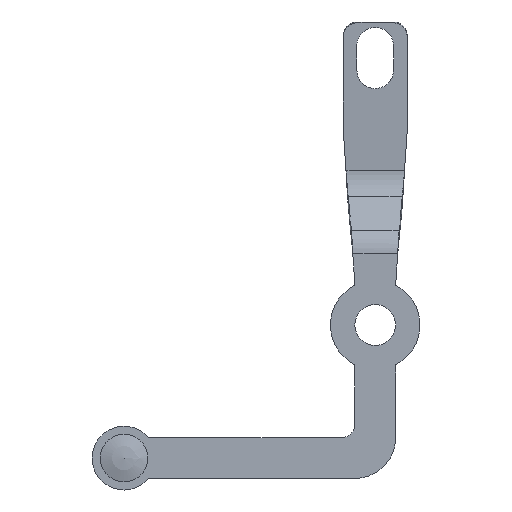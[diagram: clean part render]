
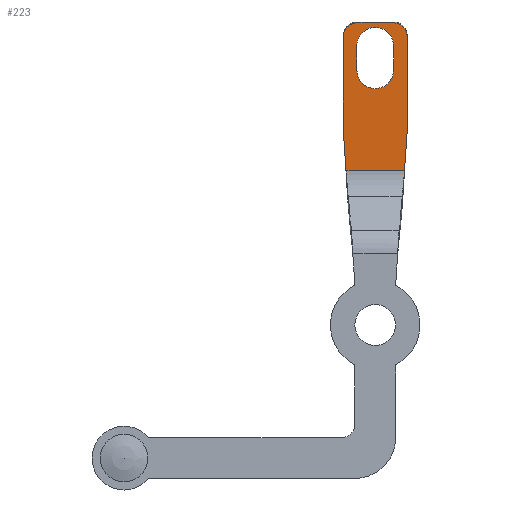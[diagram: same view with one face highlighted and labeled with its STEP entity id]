
A CAD part, front view. The second image highlights one B-rep face of the part: STEP entity #223.
In plain terms, the highlighted planar face has unit normal (0, -0.998, -0.062).
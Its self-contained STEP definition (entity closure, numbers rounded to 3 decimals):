
#16 = VERTEX_POINT ( 'NONE', #486 ) ;
#22 = DIRECTION ( 'NONE',  ( -1., 0., 0. ) ) ;
#54 = DIRECTION ( 'NONE',  ( 0., 0.062, -0.998 ) ) ;
#61 = VERTEX_POINT ( 'NONE', #120 ) ;
#67 = AXIS2_PLACEMENT_3D ( 'NONE', #1326, #110, #1460 ) ;
#84 = VERTEX_POINT ( 'NONE', #604 ) ;
#93 = CARTESIAN_POINT ( 'NONE',  ( -4.7, 6.425, 42.504 ) ) ;
#110 = DIRECTION ( 'NONE',  ( 0., 0.998, 0.062 ) ) ;
#120 = CARTESIAN_POINT ( 'NONE',  ( -2.7, 6.3, 44.5 ) ) ;
#131 = VERTEX_POINT ( 'NONE', #918 ) ;
#175 = CARTESIAN_POINT ( 'NONE',  ( -2.7, 6.511, 41.125 ) ) ;
#179 = CARTESIAN_POINT ( 'NONE',  ( -2.7, 6.835, 35.943 ) ) ;
#187 = CARTESIAN_POINT ( 'NONE',  ( 2.7, 6.173, 46.525 ) ) ;
#190 = CARTESIAN_POINT ( 'NONE',  ( 0., 6.905, 34.825 ) ) ;
#216 = VERTEX_POINT ( 'NONE', #1359 ) ;
#217 = LINE ( 'NONE', #1215, #1323 ) ;
#222 = VECTOR ( 'NONE', #602, 1000. ) ;
#223 = ADVANCED_FACE ( 'NONE', ( #374, #593 ), #616, .F. ) ;
#226 = EDGE_CURVE ( 'NONE', #1032, #1569, #490, .T. ) ;
#238 = LINE ( 'NONE', #722, #1590 ) ;
#247 = AXIS2_PLACEMENT_3D ( 'NONE', #451, #298, #1045 ) ;
#252 = EDGE_CURVE ( 'NONE', #1380, #16, #238, .T. ) ;
#260 = DIRECTION ( 'NONE',  ( 0., -0.998, -0.062 ) ) ;
#265 = ORIENTED_EDGE ( 'NONE', *, *, #1018, .F. ) ;
#291 = CARTESIAN_POINT ( 'NONE',  ( 7., 6.3, 44.5 ) ) ;
#298 = DIRECTION ( 'NONE',  ( 0., -0.998, -0.062 ) ) ;
#300 = ORIENTED_EDGE ( 'NONE', *, *, #502, .F. ) ;
#301 = LINE ( 'NONE', #448, #1274 ) ;
#323 = ORIENTED_EDGE ( 'NONE', *, *, #1524, .F. ) ;
#327 = CARTESIAN_POINT ( 'NONE',  ( -1.582, 6.905, 34.825 ) ) ;
#374 = FACE_OUTER_BOUND ( 'NONE', #1574, .T. ) ;
#406 =( BOUNDED_CURVE ( )  B_SPLINE_CURVE ( 3, ( #826, #1343, #1194, #580 ),
 .UNSPECIFIED., .F., .T. ) 
 B_SPLINE_CURVE_WITH_KNOTS ( ( 4, 4 ),
 ( 3.142, 4.712 ),
 .UNSPECIFIED. ) 
 CURVE ( )  GEOMETRIC_REPRESENTATION_ITEM ( )  RATIONAL_B_SPLINE_CURVE ( ( 1., 0.805, 0.805, 1. ) ) 
 REPRESENTATION_ITEM ( '' )  );
#418 = CARTESIAN_POINT ( 'NONE',  ( 4.7, 6.425, 42.504 ) ) ;
#434 = EDGE_CURVE ( 'NONE', #84, #1448, #516, .T. ) ;
#448 = CARTESIAN_POINT ( 'NONE',  ( -4.7, 7.298, 28.531 ) ) ;
#451 = CARTESIAN_POINT ( 'NONE',  ( 2.7, 6.425, 42.504 ) ) ;
#486 = CARTESIAN_POINT ( 'NONE',  ( 4.7, 7.298, 28.531 ) ) ;
#490 = LINE ( 'NONE', #852, #222 ) ;
#502 = EDGE_CURVE ( 'NONE', #1448, #1076, #301, .T. ) ;
#505 = CARTESIAN_POINT ( 'NONE',  ( -2.7, 6.425, 42.504 ) ) ;
#516 = LINE ( 'NONE', #1008, #1328 ) ;
#525 = EDGE_CURVE ( 'NONE', #216, #539, #1518, .T. ) ;
#539 = VERTEX_POINT ( 'NONE', #190 ) ;
#577 = ORIENTED_EDGE ( 'NONE', *, *, #831, .T. ) ;
#580 = CARTESIAN_POINT ( 'NONE',  ( 2.7, 6.736, 37.525 ) ) ;
#589 = CARTESIAN_POINT ( 'NONE',  ( 2.7, 6.736, 37.525 ) ) ;
#593 = FACE_BOUND ( 'NONE', #1345, .T. ) ;
#602 = DIRECTION ( 'NONE',  ( 0., -0.062, 0.998 ) ) ;
#604 = CARTESIAN_POINT ( 'NONE',  ( -4.31, 7.662, 22.714 ) ) ;
#616 = PLANE ( 'NONE',  #67 ) ;
#625 = VECTOR ( 'NONE', #22, 1000. ) ;
#674 = CARTESIAN_POINT ( 'NONE',  ( -2.7, 6.173, 46.525 ) ) ;
#708 = CARTESIAN_POINT ( 'NONE',  ( -4.7, 7.298, 28.531 ) ) ;
#722 = CARTESIAN_POINT ( 'NONE',  ( 4.7, 6.3, 44.5 ) ) ;
#728 = AXIS2_PLACEMENT_3D ( 'NONE', #505, #260, #1022 ) ;
#739 =( BOUNDED_CURVE ( )  B_SPLINE_CURVE ( 3, ( #1290, #187, #674, #847 ),
 .UNSPECIFIED., .F., .T. ) 
 B_SPLINE_CURVE_WITH_KNOTS ( ( 4, 4 ),
 ( 4.712, 7.854 ),
 .UNSPECIFIED. ) 
 CURVE ( )  GEOMETRIC_REPRESENTATION_ITEM ( )  RATIONAL_B_SPLINE_CURVE ( ( 1., 0.333, 0.333, 1. ) ) 
 REPRESENTATION_ITEM ( '' )  );
#757 = CARTESIAN_POINT ( 'NONE',  ( 2.7, 6.511, 41.125 ) ) ;
#809 = VECTOR ( 'NONE', #1422, 1000. ) ;
#811 = EDGE_CURVE ( 'NONE', #1047, #61, #897, .T. ) ;
#826 = CARTESIAN_POINT ( 'NONE',  ( 0., 6.905, 34.825 ) ) ;
#831 = EDGE_CURVE ( 'NONE', #61, #1076, #1242, .T. ) ;
#836 = CARTESIAN_POINT ( 'NONE',  ( 2.7, 6.3, 44.5 ) ) ;
#846 = ORIENTED_EDGE ( 'NONE', *, *, #525, .F. ) ;
#847 = CARTESIAN_POINT ( 'NONE',  ( -2.7, 6.511, 41.125 ) ) ;
#852 = CARTESIAN_POINT ( 'NONE',  ( 2.7, 6.3, 44.5 ) ) ;
#897 = LINE ( 'NONE', #291, #625 ) ;
#898 = ORIENTED_EDGE ( 'NONE', *, *, #1344, .F. ) ;
#918 = CARTESIAN_POINT ( 'NONE',  ( 4.31, 7.662, 22.714 ) ) ;
#930 = ORIENTED_EDGE ( 'NONE', *, *, #434, .F. ) ;
#977 = EDGE_CURVE ( 'NONE', #1380, #1047, #1016, .T. ) ;
#1008 = CARTESIAN_POINT ( 'NONE',  ( -4.7, 7.298, 28.531 ) ) ;
#1016 = CIRCLE ( 'NONE', #247, 2. ) ;
#1018 = EDGE_CURVE ( 'NONE', #1569, #1356, #739, .T. ) ;
#1022 = DIRECTION ( 'NONE',  ( 0., -0.062, 0.998 ) ) ;
#1029 = CARTESIAN_POINT ( 'NONE',  ( 7., 7.662, 22.714 ) ) ;
#1032 = VERTEX_POINT ( 'NONE', #589 ) ;
#1043 = LINE ( 'NONE', #1029, #809 ) ;
#1045 = DIRECTION ( 'NONE',  ( 0., -0.062, 0.998 ) ) ;
#1047 = VERTEX_POINT ( 'NONE', #836 ) ;
#1056 = DIRECTION ( 'NONE',  ( 0., -0.062, 0.998 ) ) ;
#1076 = VERTEX_POINT ( 'NONE', #93 ) ;
#1138 = EDGE_CURVE ( 'NONE', #16, #131, #217, .T. ) ;
#1157 = CARTESIAN_POINT ( 'NONE',  ( -2.7, 6.3, 44.5 ) ) ;
#1167 = ORIENTED_EDGE ( 'NONE', *, *, #226, .F. ) ;
#1182 = LINE ( 'NONE', #1157, #1299 ) ;
#1194 = CARTESIAN_POINT ( 'NONE',  ( 2.7, 6.835, 35.943 ) ) ;
#1215 = CARTESIAN_POINT ( 'NONE',  ( 4.7, 7.298, 28.531 ) ) ;
#1241 = ORIENTED_EDGE ( 'NONE', *, *, #1335, .F. ) ;
#1242 = CIRCLE ( 'NONE', #728, 2. ) ;
#1274 = VECTOR ( 'NONE', #1056, 1000. ) ;
#1290 = CARTESIAN_POINT ( 'NONE',  ( 2.7, 6.511, 41.125 ) ) ;
#1299 = VECTOR ( 'NONE', #54, 1000. ) ;
#1310 = CARTESIAN_POINT ( 'NONE',  ( 0., 6.905, 34.825 ) ) ;
#1323 = VECTOR ( 'NONE', #1465, 1000. ) ;
#1326 = CARTESIAN_POINT ( 'NONE',  ( 7., 6.3, 44.5 ) ) ;
#1328 = VECTOR ( 'NONE', #1499, 1000. ) ;
#1335 = EDGE_CURVE ( 'NONE', #1356, #216, #1182, .T. ) ;
#1336 = ORIENTED_EDGE ( 'NONE', *, *, #977, .T. ) ;
#1343 = CARTESIAN_POINT ( 'NONE',  ( 1.582, 6.905, 34.825 ) ) ;
#1344 = EDGE_CURVE ( 'NONE', #131, #84, #1043, .T. ) ;
#1345 = EDGE_LOOP ( 'NONE', ( #846, #1241, #265, #1167, #323 ) ) ;
#1356 = VERTEX_POINT ( 'NONE', #175 ) ;
#1359 = CARTESIAN_POINT ( 'NONE',  ( -2.7, 6.736, 37.525 ) ) ;
#1380 = VERTEX_POINT ( 'NONE', #418 ) ;
#1413 = CARTESIAN_POINT ( 'NONE',  ( -2.7, 6.736, 37.525 ) ) ;
#1422 = DIRECTION ( 'NONE',  ( -1., 0., 0. ) ) ;
#1424 = ORIENTED_EDGE ( 'NONE', *, *, #811, .T. ) ;
#1448 = VERTEX_POINT ( 'NONE', #708 ) ;
#1460 = DIRECTION ( 'NONE',  ( 0., -0.062, 0.998 ) ) ;
#1464 = ORIENTED_EDGE ( 'NONE', *, *, #252, .F. ) ;
#1465 = DIRECTION ( 'NONE',  ( -0.067, 0.062, -0.996 ) ) ;
#1499 = DIRECTION ( 'NONE',  ( -0.067, -0.062, 0.996 ) ) ;
#1506 = ORIENTED_EDGE ( 'NONE', *, *, #1138, .F. ) ;
#1518 =( BOUNDED_CURVE ( )  B_SPLINE_CURVE ( 3, ( #1413, #179, #327, #1310 ),
 .UNSPECIFIED., .F., .F. ) 
 B_SPLINE_CURVE_WITH_KNOTS ( ( 4, 4 ),
 ( 1.571, 3.142 ),
 .UNSPECIFIED. ) 
 CURVE ( )  GEOMETRIC_REPRESENTATION_ITEM ( )  RATIONAL_B_SPLINE_CURVE ( ( 1., 0.805, 0.805, 1. ) ) 
 REPRESENTATION_ITEM ( '' )  );
#1524 = EDGE_CURVE ( 'NONE', #539, #1032, #406, .T. ) ;
#1569 = VERTEX_POINT ( 'NONE', #757 ) ;
#1574 = EDGE_LOOP ( 'NONE', ( #1464, #1336, #1424, #577, #300, #930, #898, #1506 ) ) ;
#1579 = DIRECTION ( 'NONE',  ( 0., 0.062, -0.998 ) ) ;
#1590 = VECTOR ( 'NONE', #1579, 1000. ) ;
